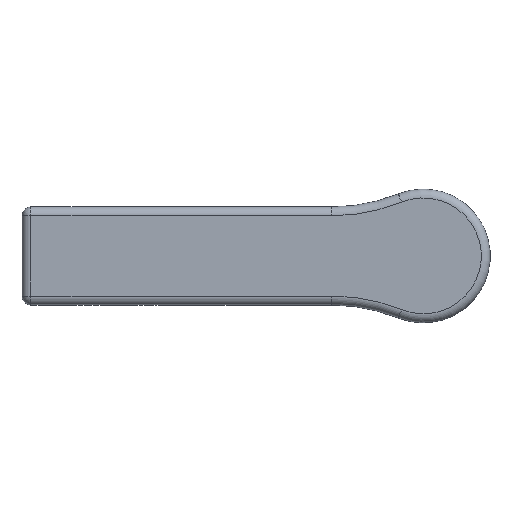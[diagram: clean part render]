
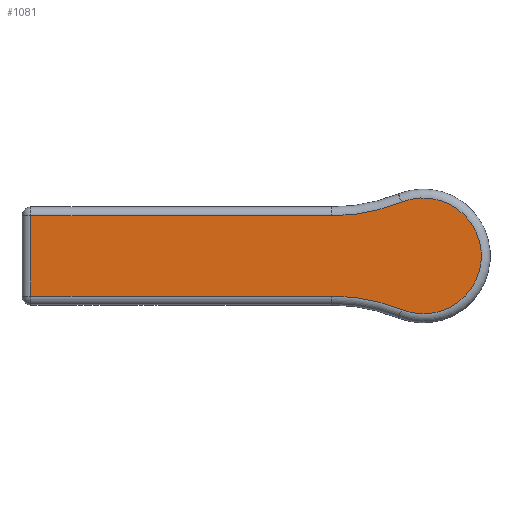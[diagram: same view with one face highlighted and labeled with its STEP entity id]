
A CAD part, top view. The second image highlights one B-rep face of the part: STEP entity #1081.
In plain terms, the highlighted planar face has unit normal (0, 0, 1).
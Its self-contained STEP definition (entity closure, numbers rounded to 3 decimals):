
#36=PLANE('',#1243);
#108=LINE('',#2169,#165);
#111=LINE('',#2201,#168);
#112=LINE('',#2220,#169);
#165=VECTOR('',#1515,10.);
#168=VECTOR('',#1566,10.);
#169=VECTOR('',#1593,10.);
#263=FACE_OUTER_BOUND('',#340,.T.);
#340=EDGE_LOOP('',(#978,#979,#980,#981,#982,#983));
#435=CIRCLE('',#1232,21.);
#438=CIRCLE('',#1236,6.5);
#441=CIRCLE('',#1240,21.);
#526=VERTEX_POINT('',#2165);
#527=VERTEX_POINT('',#2167);
#532=VERTEX_POINT('',#2199);
#534=VERTEX_POINT('',#2204);
#536=VERTEX_POINT('',#2210);
#537=VERTEX_POINT('',#2215);
#662=EDGE_CURVE('',#527,#526,#108,.T.);
#679=EDGE_CURVE('',#532,#527,#111,.T.);
#681=EDGE_CURVE('',#534,#532,#435,.T.);
#684=EDGE_CURVE('',#536,#534,#438,.T.);
#687=EDGE_CURVE('',#537,#536,#441,.T.);
#689=EDGE_CURVE('',#526,#537,#112,.T.);
#978=ORIENTED_EDGE('',*,*,#662,.F.);
#979=ORIENTED_EDGE('',*,*,#679,.F.);
#980=ORIENTED_EDGE('',*,*,#681,.F.);
#981=ORIENTED_EDGE('',*,*,#684,.F.);
#982=ORIENTED_EDGE('',*,*,#687,.F.);
#983=ORIENTED_EDGE('',*,*,#689,.F.);
#1081=ADVANCED_FACE('',(#263),#36,.T.);
#1232=AXIS2_PLACEMENT_3D('',#2206,#1571,#1572);
#1236=AXIS2_PLACEMENT_3D('',#2212,#1579,#1580);
#1240=AXIS2_PLACEMENT_3D('',#2217,#1587,#1588);
#1243=AXIS2_PLACEMENT_3D('',#2221,#1594,#1595);
#1515=DIRECTION('',(0.,1.,0.));
#1566=DIRECTION('',(-1.,0.,0.));
#1571=DIRECTION('center_axis',(0.,0.,1.));
#1572=DIRECTION('ref_axis',(0.191,0.982,0.));
#1579=DIRECTION('center_axis',(0.,0.,-1.));
#1580=DIRECTION('ref_axis',(1.,0.,0.));
#1587=DIRECTION('center_axis',(0.,0.,1.));
#1588=DIRECTION('ref_axis',(0.191,-0.982,0.));
#1593=DIRECTION('',(1.,0.,0.));
#1594=DIRECTION('center_axis',(0.,0.,1.));
#1595=DIRECTION('ref_axis',(1.,0.,0.));
#2165=CARTESIAN_POINT('',(-44.,4.5,11.));
#2167=CARTESIAN_POINT('',(-44.,-4.5,11.));
#2169=CARTESIAN_POINT('',(-44.,2.75,11.));
#2199=CARTESIAN_POINT('',(-10.296,-4.5,11.));
#2201=CARTESIAN_POINT('',(-31.875,-4.5,11.));
#2204=CARTESIAN_POINT('',(-2.434,-6.027,11.));
#2206=CARTESIAN_POINT('Origin',(-10.296,-25.5,11.));
#2210=CARTESIAN_POINT('',(-2.434,6.027,11.));
#2212=CARTESIAN_POINT('Origin',(0.,0.,11.));
#2215=CARTESIAN_POINT('',(-10.296,4.5,11.));
#2217=CARTESIAN_POINT('Origin',(-10.296,25.5,11.));
#2220=CARTESIAN_POINT('',(-11.925,4.5,11.));
#2221=CARTESIAN_POINT('Origin',(-18.75,0.,11.));
